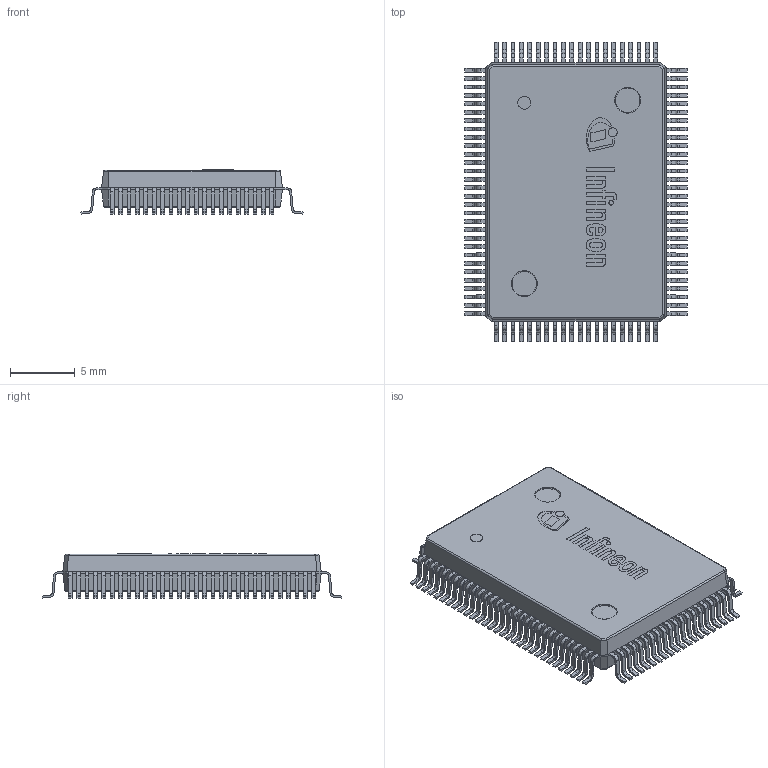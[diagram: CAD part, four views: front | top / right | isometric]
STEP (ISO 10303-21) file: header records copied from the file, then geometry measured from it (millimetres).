
FILE_DESCRIPTION(/* description */ (''),/* implementation_level */ '2;1');
FILE_NAME(/* name */ 'PG-MQFP-100-2_Z8B00008465_V11_3D.stp',/* time_stamp */ '2024-07-26T17:30:01+05:30',/* author */ ('sivamani'),/* organization */ (''),/* preprocessor_version */ 'ST-DEVELOPER v19.2',/* originating_system */ 'AutoCAD Mechanical',/* authorisation */ '');
FILE_SCHEMA (('AUTOMOTIVE_DESIGN { 1 0 10303 214 3 1 1 }'));
Length unit declared in the file: millimetre
Products named in the file (1): Product
Bounding box: 17.2 x 23.2 x 3.41 mm (x, y, z)
Volume: 805.7 mm3; surface area: 2154 mm2
Topology: 116 solids, 116 shells, 1603 faces, 4059 edges, 2696 vertices
Faces by surface type: plane 1129, cylinder 440, bspline 20, torus 14
Entity records: 48311 total; most frequent: CARTESIAN_POINT 8871, ORIENTED_EDGE 8118, DIRECTION 8079, EDGE_CURVE 4059, LINE 3127, VECTOR 3127, VERTEX_POINT 2696, AXIS2_PLACEMENT_3D 2476
